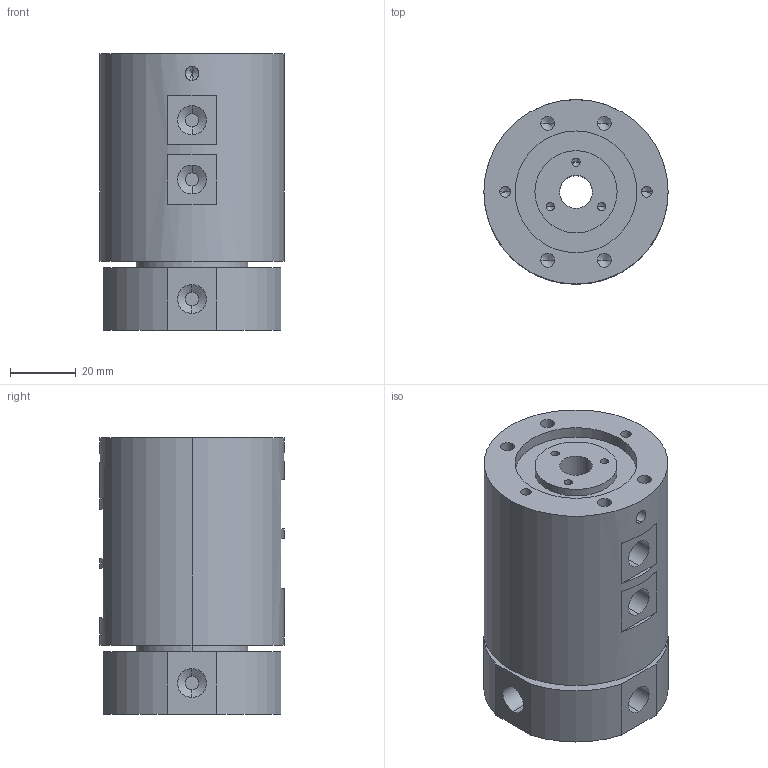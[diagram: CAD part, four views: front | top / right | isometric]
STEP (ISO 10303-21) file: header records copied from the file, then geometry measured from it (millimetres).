
FILE_DESCRIPTION (( 'STEP AP203' ), '1' );
FILE_NAME ('MK41.STEP', '2020-07-24T02:16:32', ( 'gongcheng1' ), ( '' ), 'SwSTEP 2.0', 'SolidWorks 2014', '' );
FILE_SCHEMA (( 'CONFIG_CONTROL_DESIGN' ));
Length unit declared in the file: millimetre
Products named in the file (1): MK41
Bounding box: 56 x 56 x 84 mm (x, y, z)
Volume: 186530.6 mm3; surface area: 30099.9 mm2
Topology: 1 solids, 1 shells, 157 faces, 364 edges, 209 vertices
Faces by surface type: cylinder 79, cone 46, plane 32
Entity records: 4475 total; most frequent: CARTESIAN_POINT 867, DIRECTION 808, ORIENTED_EDGE 668, EDGE_CURVE 334, AXIS2_PLACEMENT_3D 326, VERTEX_POINT 209, EDGE_LOOP 191, CIRCLE 168
